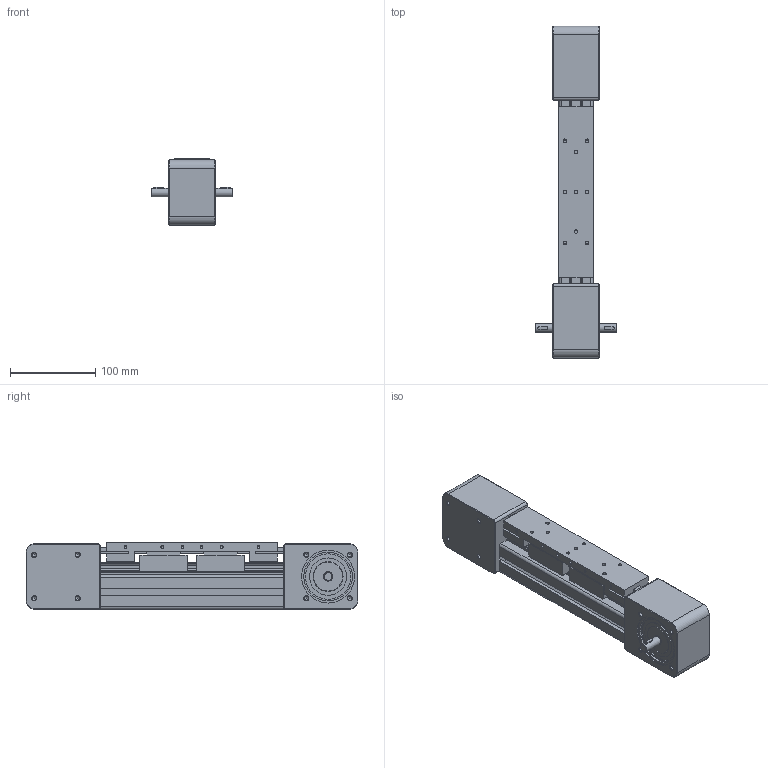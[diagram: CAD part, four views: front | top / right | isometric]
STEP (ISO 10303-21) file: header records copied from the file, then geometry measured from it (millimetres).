
FILE_DESCRIPTION((''),'2;1');
FILE_NAME('MTJ ECO 40 L TIP 2 ASM.stp','2011-05-23T10:52:39',('Matej'),(''),'Autodesk Inventor 2011','Autodesk Inventor 2011','');
FILE_SCHEMA(('AUTOMOTIVE_DESIGN { 1 0 10303 214 1 1 1 1 }'));
Length unit declared in the file: millimetre
Products named in the file (7): MTJ ECO 40 L TIP 2 ASM; MTJ ECO 40 L TIP 2; PROFIL MTJ ECO 40 L; JERMEN MTJ ECO 40 L; NAPENJALNI DEL MTJ ECO 40; POGONSKI DEL MTJ ECO 40 TIP 2; VOZIČEK MTJ ECO 40 L
Assembly tree (6 placements, depth 3):
  MTJ ECO 40 L TIP 2 ASM
    MTJ ECO 40 L TIP 2
      PROFIL MTJ ECO 40 L
      JERMEN MTJ ECO 40 L
      NAPENJALNI DEL MTJ ECO 40
      POGONSKI DEL MTJ ECO 40 TIP 2
      VOZIČEK MTJ ECO 40 L
Bounding box: 96 x 389 x 78 mm (x, y, z)
Volume: 994468.6 mm3; surface area: 262495.9 mm2
Topology: 5 solids, 7 shells, 637 faces, 1657 edges, 1068 vertices
Faces by surface type: plane 408, cylinder 159, cone 68, torus 2
Full cylindrical faces by diameter (mm): 2 x3, 3.242 x12, 4 x3, 4.134 x6, 4.917 x16, 5 x12, 6.5 x5, 10 x2, 35 x2, 35.1 x2, 43.64 x2, 53.36 x2, 57 x2, 62 x2
Entity records: 18911 total; most frequent: CARTESIAN_POINT 3270, DIRECTION 3158, ORIENTED_EDGE 3012, EDGE_CURVE 1506, VECTOR 1138, LINE 1138, VERTEX_POINT 1038, AXIS2_PLACEMENT_3D 1010
